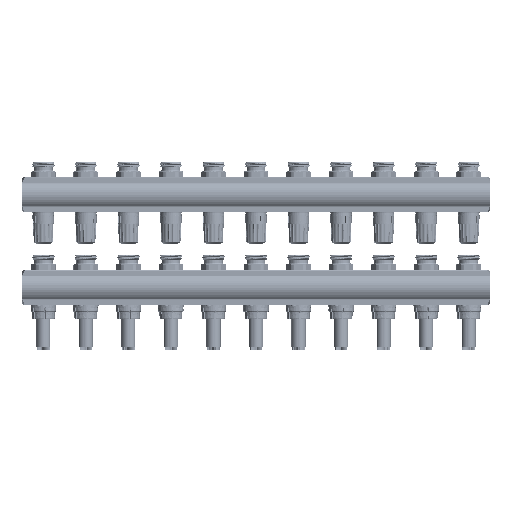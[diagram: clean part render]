
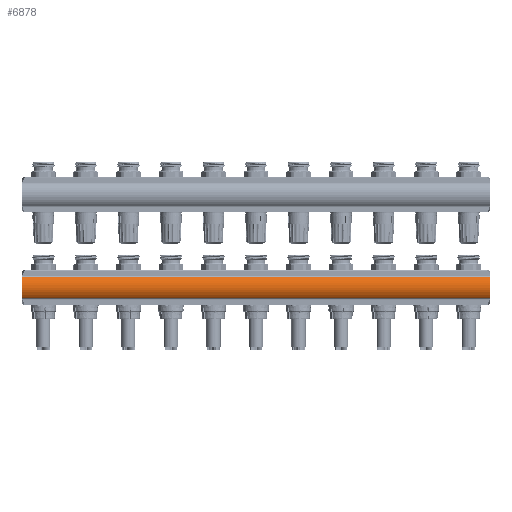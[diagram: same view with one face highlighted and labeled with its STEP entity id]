
A CAD part, front view. The second image highlights one B-rep face of the part: STEP entity #6878.
In plain terms, the highlighted cylindrical face has radius 18.25 mm (diameter 36.5 mm), a partial arc.
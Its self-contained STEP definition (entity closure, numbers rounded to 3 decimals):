
#11=CARTESIAN_POINT('',(-275.,0.,0.));
#12=DIRECTION('',(1.,0.,0.));
#13=DIRECTION('',(0.,-0.716,0.698));
#14=AXIS2_PLACEMENT_3D('',#11,#12,#13);
#16=CARTESIAN_POINT('',(-275.,0.,0.));
#17=DIRECTION('',(1.,0.,0.));
#18=DIRECTION('',(0.,-1.,0.));
#19=AXIS2_PLACEMENT_3D('',#16,#17,#18);
#151=DIRECTION('',(-1.,0.,0.));
#152=VECTOR('',#151,550.);
#153=CARTESIAN_POINT('',(275.,-13.068,12.739));
#154=LINE('',#153,#152);
#194=CARTESIAN_POINT('',(275.,0.,0.));
#195=DIRECTION('',(-1.,0.,0.));
#196=DIRECTION('',(0.,-0.716,-0.698));
#197=AXIS2_PLACEMENT_3D('',#194,#195,#196);
#199=CARTESIAN_POINT('',(275.,0.,0.));
#200=DIRECTION('',(-1.,0.,0.));
#201=DIRECTION('',(0.,-1.,0.));
#202=AXIS2_PLACEMENT_3D('',#199,#200,#201);
#1767=DIRECTION('',(-1.,0.,0.));
#1768=VECTOR('',#1767,550.);
#1769=CARTESIAN_POINT('',(275.,-13.068,-12.739));
#1770=LINE('',#1769,#1768);
#4515=CARTESIAN_POINT('',(-275.,-13.068,12.739));
#4516=VERTEX_POINT('',#4515);
#4517=CARTESIAN_POINT('',(-275.,-18.25,0.));
#4518=VERTEX_POINT('',#4517);
#4519=CARTESIAN_POINT('',(-275.,-13.068,-12.739));
#4520=VERTEX_POINT('',#4519);
#4555=CARTESIAN_POINT('',(275.,-13.068,12.739));
#4556=VERTEX_POINT('',#4555);
#4565=CARTESIAN_POINT('',(275.,-13.068,-12.739));
#4566=VERTEX_POINT('',#4565);
#4567=CARTESIAN_POINT('',(275.,-18.25,0.));
#4568=VERTEX_POINT('',#4567);
#6865=CARTESIAN_POINT('',(-275.,0.,0.));
#6866=DIRECTION('',(1.,0.,0.));
#6867=DIRECTION('',(0.,-1.,0.));
#6868=AXIS2_PLACEMENT_3D('',#6865,#6866,#6867);
#6869=CYLINDRICAL_SURFACE('',#6868,18.25);
#6870=ORIENTED_EDGE('',*,*,#6624,.T.);
#6871=ORIENTED_EDGE('',*,*,#5354,.F.);
#6872=ORIENTED_EDGE('',*,*,#5352,.F.);
#6873=ORIENTED_EDGE('',*,*,#5453,.F.);
#6874=ORIENTED_EDGE('',*,*,#5481,.F.);
#6875=ORIENTED_EDGE('',*,*,#5479,.F.);
#6876=EDGE_LOOP('',(#6870,#6871,#6872,#6873,#6874,#6875));
#6877=FACE_OUTER_BOUND('',#6876,.F.);
#6878=ADVANCED_FACE('',(#6877),#6869,.T.);
#15=CIRCLE('',#14,18.25);
#20=CIRCLE('',#19,18.25);
#198=CIRCLE('',#197,18.25);
#203=CIRCLE('',#202,18.25);
#5352=EDGE_CURVE('',#4516,#4518,#15,.T.);
#5354=EDGE_CURVE('',#4518,#4520,#20,.T.);
#5453=EDGE_CURVE('',#4556,#4516,#154,.T.);
#5479=EDGE_CURVE('',#4566,#4568,#198,.T.);
#5481=EDGE_CURVE('',#4568,#4556,#203,.T.);
#6624=EDGE_CURVE('',#4566,#4520,#1770,.T.);
